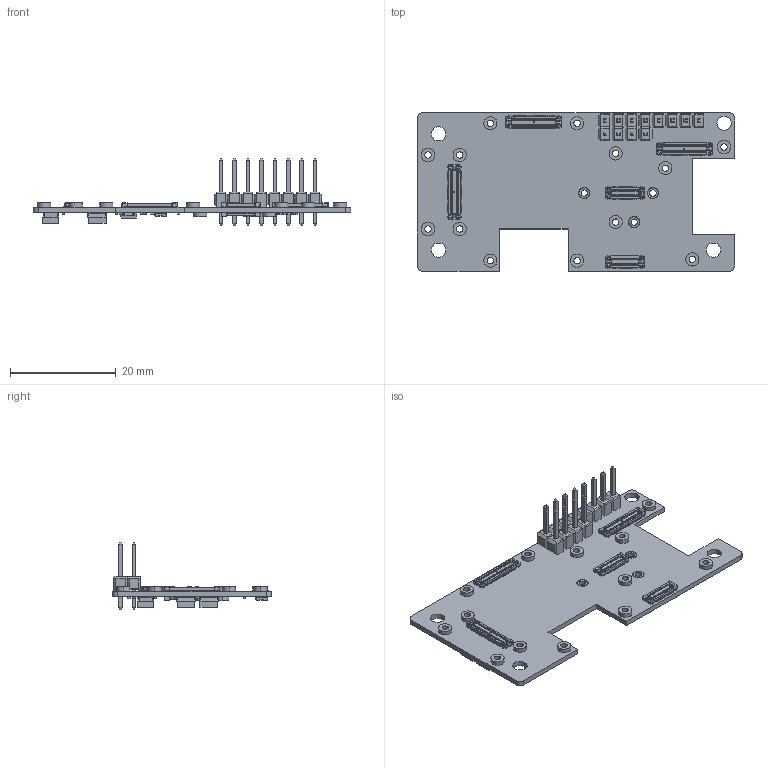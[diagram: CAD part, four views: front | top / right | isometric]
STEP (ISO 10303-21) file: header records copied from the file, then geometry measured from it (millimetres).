
FILE_DESCRIPTION(/* description */ ('PCB Design'),/* implementation_level */ '2;1');
FILE_NAME(/* name */ 'RAK19010_VC_2022_0402_2',/* time_stamp */ '2022-04-03T22:02:30+08:00',/* author */ (''),/* organization */ (''),/* preprocessor_version */ 'ST-DEVELOPER v16',/* originating_system */ 'allegro_17.4S012',/* authorisation */ '');
FILE_SCHEMA (('AUTOMOTIVE_DESIGN { 1 0 10303 214 3 1 1 }'));
Products named in the file (21): RAK19010_VC_2022_0402_2; BOARD_OUTLINE; COMPONENTS; SC0402; PH254-115-04; SR0402; BTB40_2X20_4MM_F; BTB24_2X20_4MM_F; PH84-126; SOT23; STC3528-21; CAP-SM-MLCC-0402[1005]; pin; User Library-1x4 TH Pitch 2_54mm; holder; RES-SM-CHIP; BTB40-2X20-4MM-F; axe524127; SMTSO-M1_2-0_8-ET; CircuitWorks-SOT-23; product
Assembly tree (69 placements, depth 5):
  RAK19010_VC_2022_0402_2
    BOARD_OUTLINE
    COMPONENTS
      SC0402  x17
        CAP-SM-MLCC-0402[1005]
      PH254-115-04  x3
        User Library-1x4 TH Pitch 2_54mm
          holder
          pin  x4
      SR0402  x7
        RES-SM-CHIP
      BTB40_2X20_4MM_F  x3
        BTB40-2X20-4MM-F
      BTB24_2X20_4MM_F  x4
        axe524127
      PH84-126  x16
        SMTSO-M1_2-0_8-ET
      SOT23
        CircuitWorks-SOT-23
      STC3528-21  x3
        product
Bounding box: 60 x 30 x 12.7 mm (x, y, z)
Volume: 462.2 mm3; surface area: 5459.2 mm2
Topology: 75 solids, 76 shells, 10479 faces, 27765 edges, 17489 vertices
Faces by surface type: plane 6871, cylinder 3015, torus 316, bspline 234, cone 28, sphere 15
Full cylindrical faces by diameter (mm): 0.15 x3, 0.2 x3
Entity records: 100493 total; most frequent: CARTESIAN_POINT 17878, ORIENTED_EDGE 15132, DIRECTION 14105, EDGE_CURVE 7599, VECTOR 5582, LINE 5582, VERTEX_POINT 4932, AXIS2_PLACEMENT_3D 4538
